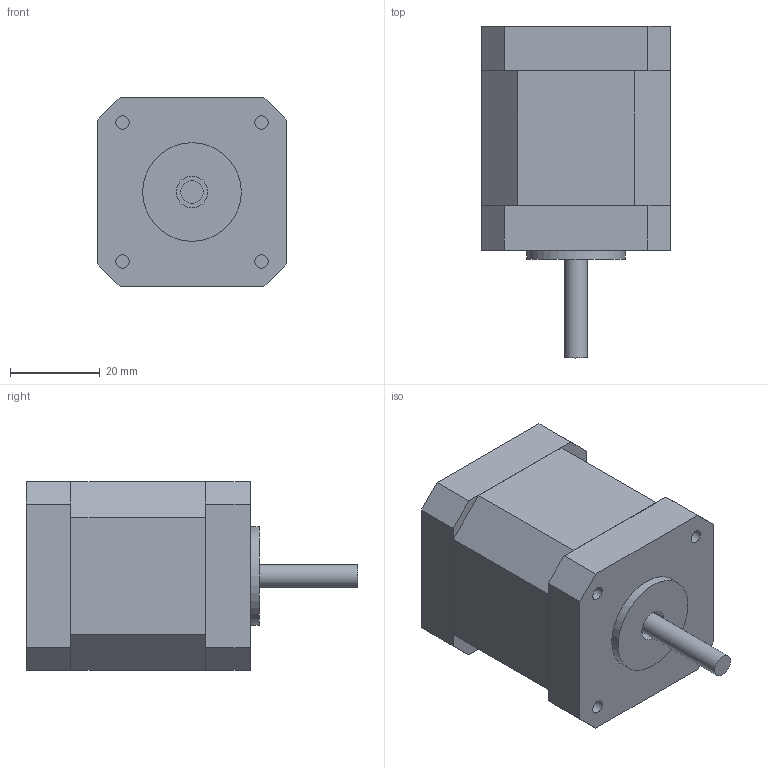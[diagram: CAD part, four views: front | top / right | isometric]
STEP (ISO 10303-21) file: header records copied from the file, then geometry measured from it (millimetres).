
FILE_DESCRIPTION(('FreeCAD Model'),'2;1');
FILE_NAME('nema17.step','2015-09-04T00:14:40' ,('Author'),(''),'Open CASCADE STEP processor 6.8','FreeCAD','Unknown' );
FILE_SCHEMA(('AUTOMOTIVE_DESIGN_CC2 { 1 2 10303 214 -1 1 5 4 }'));
Length unit declared in the file: millimetre
Products named in the file (1): nema17
Bounding box: 42.1 x 74 x 42.1 mm (x, y, z)
Volume: 84499 mm3; surface area: 12070.9 mm2
Topology: 1 solids, 1 shells, 42 faces, 94 edges, 63 vertices
Faces by surface type: plane 35, cylinder 7
Full cylindrical faces by diameter (mm): 3 x4, 5 x1, 7 x1, 22 x1
Entity records: 2717 total; most frequent: CARTESIAN_POINT 442, DIRECTION 374, LINE 252, VECTOR 252, ORIENTED_EDGE 188, PCURVE 188, DEFINITIONAL_REPRESENTATION 188, EDGE_CURVE 94
